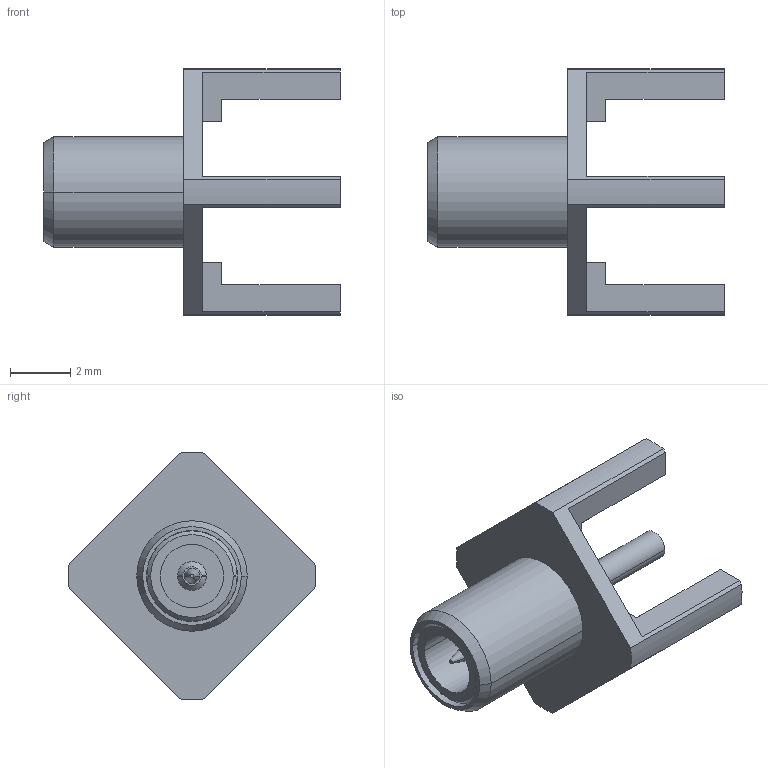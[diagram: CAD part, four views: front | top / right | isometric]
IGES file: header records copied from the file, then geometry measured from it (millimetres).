
Start section:  PTC IGES file: 903-409j-53p_rev-f.igs
Global section: file name: 903-409j-53p_rev-f.igs; native system: Pro/ENGINEER by Parametric Technology Corporation; preprocessor: 2008010; author: aarunprabu; organization: Unknown; date: 20081215.162236; units: inch
Bounding box: 9.86 x 8.2 x 8.2 mm (x, y, z)
Surface area: 287.8 mm2 (no closed solid volume)
Topology: 0 solids, 0 shells, 66 faces, 320 edges, 320 vertices
Faces by surface type: revolution 36, bspline 30
